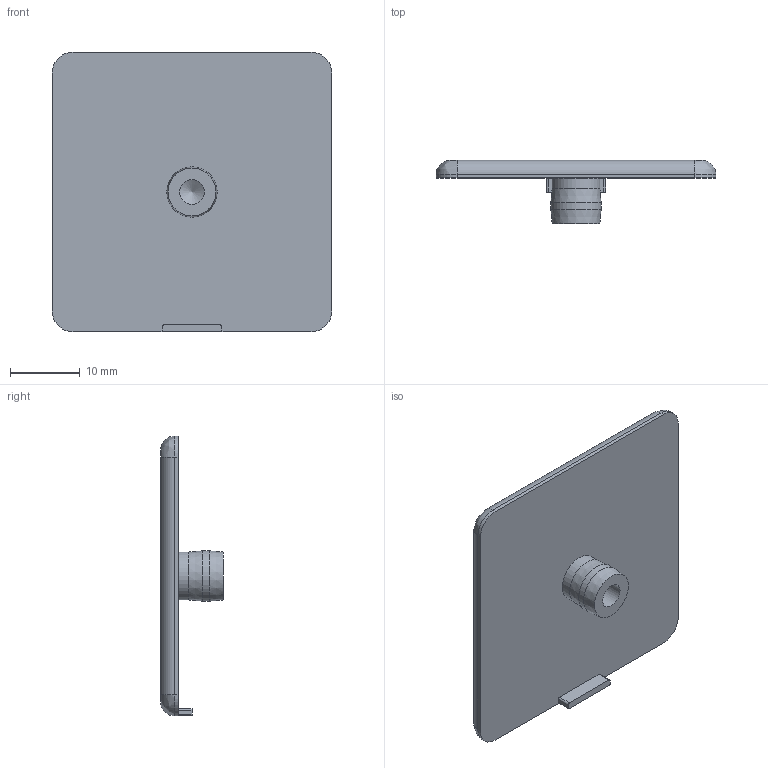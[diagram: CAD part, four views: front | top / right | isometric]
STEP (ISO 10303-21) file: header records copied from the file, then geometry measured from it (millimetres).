
FILE_DESCRIPTION(/* description */ (''),/* implementation_level */ '2;1');
FILE_NAME(/* name */ '224040.stp',/* time_stamp */ '2014-07-02T08:46:21+02:00',/* author */ ('jank'),/* organization */ (''),/* preprocessor_version */ 'ST-DEVELOPER v15.2',/* originating_system */ 'Autodesk Inventor 2014',/* authorisation */ '');
FILE_SCHEMA (('CONFIG_CONTROL_DESIGN'));
Length unit declared in the file: millimetre
Products named in the file (1): 224040
Bounding box: 40 x 9 x 40 mm (x, y, z)
Volume: 4066.9 mm3; surface area: 3674 mm2
Topology: 1 solids, 1 shells, 33 faces, 78 edges, 48 vertices
Faces by surface type: cylinder 15, plane 11, bspline 4, cone 3
Full cylindrical faces by diameter (mm): 3.5 x1, 6.85 x1, 7.2 x1
Entity records: 956 total; most frequent: CARTESIAN_POINT 184, DIRECTION 166, ORIENTED_EDGE 142, EDGE_CURVE 71, AXIS2_PLACEMENT_3D 65, VERTEX_POINT 47, EDGE_LOOP 40, LINE 36
